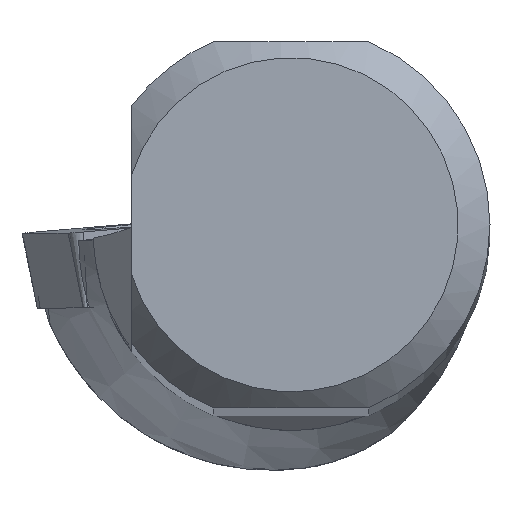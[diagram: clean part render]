
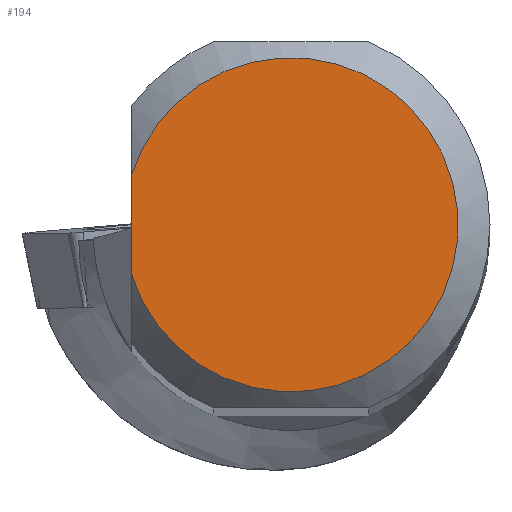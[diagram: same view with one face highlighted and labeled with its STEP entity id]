
A CAD part, top view. The second image highlights one B-rep face of the part: STEP entity #194.
In plain terms, the highlighted planar face has unit normal (0, 0, 1).
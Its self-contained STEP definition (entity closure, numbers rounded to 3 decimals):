
#152=FACE_OUTER_BOUND('',#379,.T.);
#194=ADVANCED_FACE('CU_SU_BP3',(#152),#223,.T.);
#223=PLANE('',#1004);
#267=LINE('',#1638,#312);
#312=VECTOR('',#1202,1.);
#379=EDGE_LOOP('',(#538,#539));
#538=ORIENTED_EDGE('',*,*,#794,.F.);
#539=ORIENTED_EDGE('',*,*,#795,.T.);
#695=VERTEX_POINT('',#1639);
#696=VERTEX_POINT('',#1640);
#794=EDGE_CURVE('',#695,#696,#267,.T.);
#795=EDGE_CURVE('',#695,#696,#844,.T.);
#844=CIRCLE('',#1003,10.491);
#1003=AXIS2_PLACEMENT_3D('',#1641,#1203,#1204);
#1004=AXIS2_PLACEMENT_3D('',#1642,#1205,#1206);
#1202=DIRECTION('',(0.,1.,0.));
#1203=DIRECTION('',(0.,0.,1.));
#1204=DIRECTION('',(1.,0.,0.));
#1205=DIRECTION('',(0.,0.,1.));
#1206=DIRECTION('',(1.,0.,0.));
#1638=CARTESIAN_POINT('',(-10.009,0.,0.));
#1639=CARTESIAN_POINT('',(-10.009,-3.145,0.));
#1640=CARTESIAN_POINT('',(-10.009,3.145,0.));
#1641=CARTESIAN_POINT('',(0.,0.,0.));
#1642=CARTESIAN_POINT('',(0.,0.,
0.));
